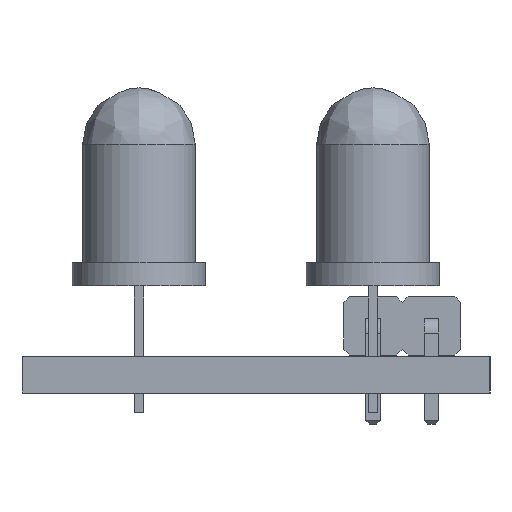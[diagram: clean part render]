
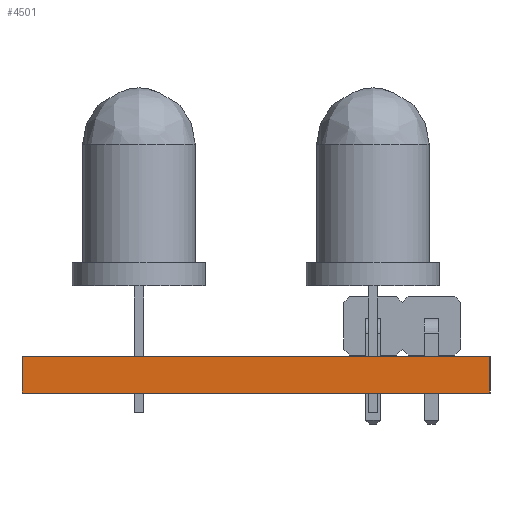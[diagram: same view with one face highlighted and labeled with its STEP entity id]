
A CAD part, left-side view. The second image highlights one B-rep face of the part: STEP entity #4501.
In plain terms, the highlighted planar face has unit normal (-1, 0, 0).
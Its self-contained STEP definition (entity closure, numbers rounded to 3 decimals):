
#4501 = ADVANCED_FACE('',(#4502),#4516,.F.);
#4502 = FACE_BOUND('',#4503,.F.);
#4503 = EDGE_LOOP('',(#4504,#4539,#4567,#4595));
#4504 = ORIENTED_EDGE('',*,*,#4505,.T.);
#4505 = EDGE_CURVE('',#4506,#4508,#4510,.T.);
#4506 = VERTEX_POINT('',#4507);
#4507 = CARTESIAN_POINT('',(-44.45,10.16,0.));
#4508 = VERTEX_POINT('',#4509);
#4509 = CARTESIAN_POINT('',(-44.45,10.16,1.6));
#4510 = SURFACE_CURVE('',#4511,(#4515,#4527),.PCURVE_S1.);
#4511 = LINE('',#4512,#4513);
#4512 = CARTESIAN_POINT('',(-44.45,10.16,0.));
#4513 = VECTOR('',#4514,1.);
#4514 = DIRECTION('',(0.,0.,1.));
#4515 = PCURVE('',#4516,#4521);
#4516 = PLANE('',#4517);
#4517 = AXIS2_PLACEMENT_3D('',#4518,#4519,#4520);
#4518 = CARTESIAN_POINT('',(-44.45,10.16,0.));
#4519 = DIRECTION('',(1.,0.,-0.));
#4520 = DIRECTION('',(0.,-1.,0.));
#4521 = DEFINITIONAL_REPRESENTATION('',(#4522),#4526);
#4522 = LINE('',#4523,#4524);
#4523 = CARTESIAN_POINT('',(0.,0.));
#4524 = VECTOR('',#4525,1.);
#4525 = DIRECTION('',(0.,-1.));
#4526 = ( GEOMETRIC_REPRESENTATION_CONTEXT(2) 
PARAMETRIC_REPRESENTATION_CONTEXT() REPRESENTATION_CONTEXT('2D SPACE',''
  ) );
#4527 = PCURVE('',#4528,#4533);
#4528 = PLANE('',#4529);
#4529 = AXIS2_PLACEMENT_3D('',#4530,#4531,#4532);
#4530 = CARTESIAN_POINT('',(44.45,10.16,0.));
#4531 = DIRECTION('',(0.,-1.,0.));
#4532 = DIRECTION('',(-1.,0.,0.));
#4533 = DEFINITIONAL_REPRESENTATION('',(#4534),#4538);
#4534 = LINE('',#4535,#4536);
#4535 = CARTESIAN_POINT('',(88.9,0.));
#4536 = VECTOR('',#4537,1.);
#4537 = DIRECTION('',(0.,-1.));
#4538 = ( GEOMETRIC_REPRESENTATION_CONTEXT(2) 
PARAMETRIC_REPRESENTATION_CONTEXT() REPRESENTATION_CONTEXT('2D SPACE',''
  ) );
#4539 = ORIENTED_EDGE('',*,*,#4540,.T.);
#4540 = EDGE_CURVE('',#4508,#4541,#4543,.T.);
#4541 = VERTEX_POINT('',#4542);
#4542 = CARTESIAN_POINT('',(-44.45,-10.16,1.6));
#4543 = SURFACE_CURVE('',#4544,(#4548,#4555),.PCURVE_S1.);
#4544 = LINE('',#4545,#4546);
#4545 = CARTESIAN_POINT('',(-44.45,10.16,1.6));
#4546 = VECTOR('',#4547,1.);
#4547 = DIRECTION('',(0.,-1.,0.));
#4548 = PCURVE('',#4516,#4549);
#4549 = DEFINITIONAL_REPRESENTATION('',(#4550),#4554);
#4550 = LINE('',#4551,#4552);
#4551 = CARTESIAN_POINT('',(0.,-1.6));
#4552 = VECTOR('',#4553,1.);
#4553 = DIRECTION('',(1.,0.));
#4554 = ( GEOMETRIC_REPRESENTATION_CONTEXT(2) 
PARAMETRIC_REPRESENTATION_CONTEXT() REPRESENTATION_CONTEXT('2D SPACE',''
  ) );
#4555 = PCURVE('',#4556,#4561);
#4556 = PLANE('',#4557);
#4557 = AXIS2_PLACEMENT_3D('',#4558,#4559,#4560);
#4558 = CARTESIAN_POINT('',(0.,0.,1.6));
#4559 = DIRECTION('',(0.,0.,1.));
#4560 = DIRECTION('',(1.,0.,-0.));
#4561 = DEFINITIONAL_REPRESENTATION('',(#4562),#4566);
#4562 = LINE('',#4563,#4564);
#4563 = CARTESIAN_POINT('',(-44.45,10.16));
#4564 = VECTOR('',#4565,1.);
#4565 = DIRECTION('',(0.,-1.));
#4566 = ( GEOMETRIC_REPRESENTATION_CONTEXT(2) 
PARAMETRIC_REPRESENTATION_CONTEXT() REPRESENTATION_CONTEXT('2D SPACE',''
  ) );
#4567 = ORIENTED_EDGE('',*,*,#4568,.F.);
#4568 = EDGE_CURVE('',#4569,#4541,#4571,.T.);
#4569 = VERTEX_POINT('',#4570);
#4570 = CARTESIAN_POINT('',(-44.45,-10.16,0.));
#4571 = SURFACE_CURVE('',#4572,(#4576,#4583),.PCURVE_S1.);
#4572 = LINE('',#4573,#4574);
#4573 = CARTESIAN_POINT('',(-44.45,-10.16,0.));
#4574 = VECTOR('',#4575,1.);
#4575 = DIRECTION('',(0.,0.,1.));
#4576 = PCURVE('',#4516,#4577);
#4577 = DEFINITIONAL_REPRESENTATION('',(#4578),#4582);
#4578 = LINE('',#4579,#4580);
#4579 = CARTESIAN_POINT('',(20.32,0.));
#4580 = VECTOR('',#4581,1.);
#4581 = DIRECTION('',(0.,-1.));
#4582 = ( GEOMETRIC_REPRESENTATION_CONTEXT(2) 
PARAMETRIC_REPRESENTATION_CONTEXT() REPRESENTATION_CONTEXT('2D SPACE',''
  ) );
#4583 = PCURVE('',#4584,#4589);
#4584 = PLANE('',#4585);
#4585 = AXIS2_PLACEMENT_3D('',#4586,#4587,#4588);
#4586 = CARTESIAN_POINT('',(-44.45,-10.16,0.));
#4587 = DIRECTION('',(0.,1.,0.));
#4588 = DIRECTION('',(1.,0.,0.));
#4589 = DEFINITIONAL_REPRESENTATION('',(#4590),#4594);
#4590 = LINE('',#4591,#4592);
#4591 = CARTESIAN_POINT('',(0.,0.));
#4592 = VECTOR('',#4593,1.);
#4593 = DIRECTION('',(0.,-1.));
#4594 = ( GEOMETRIC_REPRESENTATION_CONTEXT(2) 
PARAMETRIC_REPRESENTATION_CONTEXT() REPRESENTATION_CONTEXT('2D SPACE',''
  ) );
#4595 = ORIENTED_EDGE('',*,*,#4596,.F.);
#4596 = EDGE_CURVE('',#4506,#4569,#4597,.T.);
#4597 = SURFACE_CURVE('',#4598,(#4602,#4609),.PCURVE_S1.);
#4598 = LINE('',#4599,#4600);
#4599 = CARTESIAN_POINT('',(-44.45,10.16,0.));
#4600 = VECTOR('',#4601,1.);
#4601 = DIRECTION('',(0.,-1.,0.));
#4602 = PCURVE('',#4516,#4603);
#4603 = DEFINITIONAL_REPRESENTATION('',(#4604),#4608);
#4604 = LINE('',#4605,#4606);
#4605 = CARTESIAN_POINT('',(0.,0.));
#4606 = VECTOR('',#4607,1.);
#4607 = DIRECTION('',(1.,0.));
#4608 = ( GEOMETRIC_REPRESENTATION_CONTEXT(2) 
PARAMETRIC_REPRESENTATION_CONTEXT() REPRESENTATION_CONTEXT('2D SPACE',''
  ) );
#4609 = PCURVE('',#4610,#4615);
#4610 = PLANE('',#4611);
#4611 = AXIS2_PLACEMENT_3D('',#4612,#4613,#4614);
#4612 = CARTESIAN_POINT('',(0.,0.,0.));
#4613 = DIRECTION('',(0.,0.,1.));
#4614 = DIRECTION('',(1.,0.,-0.));
#4615 = DEFINITIONAL_REPRESENTATION('',(#4616),#4620);
#4616 = LINE('',#4617,#4618);
#4617 = CARTESIAN_POINT('',(-44.45,10.16));
#4618 = VECTOR('',#4619,1.);
#4619 = DIRECTION('',(0.,-1.));
#4620 = ( GEOMETRIC_REPRESENTATION_CONTEXT(2) 
PARAMETRIC_REPRESENTATION_CONTEXT() REPRESENTATION_CONTEXT('2D SPACE',''
  ) );
